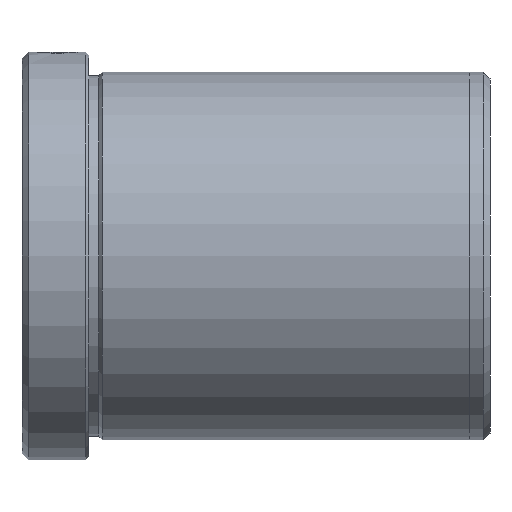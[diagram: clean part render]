
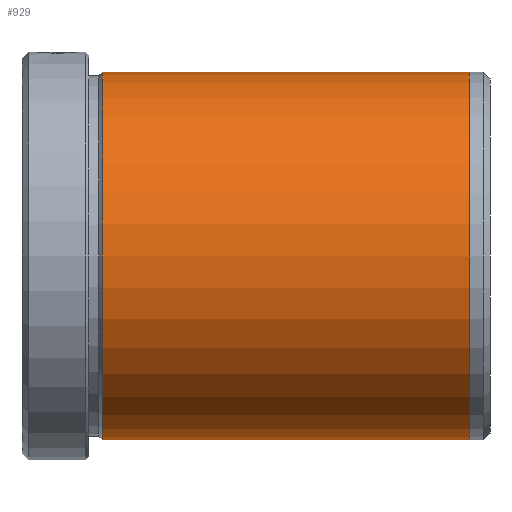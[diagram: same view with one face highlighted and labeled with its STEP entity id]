
A CAD part, left-side view. The second image highlights one B-rep face of the part: STEP entity #929.
In plain terms, the highlighted cylindrical face has radius 27.5 mm (diameter 55 mm), a partial arc.
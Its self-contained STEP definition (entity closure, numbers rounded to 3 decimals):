
#66 = CARTESIAN_POINT ( 'NONE',  ( 0., 0., -27.5 ) ) ;
#71 = CARTESIAN_POINT ( 'NONE',  ( 0., -67., 27.5 ) ) ;
#92 = CARTESIAN_POINT ( 'NONE',  ( 0., -12., 0. ) ) ;
#192 = ORIENTED_EDGE ( 'NONE', *, *, #1550, .T. ) ;
#225 = DIRECTION ( 'NONE',  ( 0., 0., 1. ) ) ;
#325 = VERTEX_POINT ( 'NONE', #1610 ) ;
#482 = DIRECTION ( 'NONE',  ( 0., -1., 0. ) ) ;
#498 = VERTEX_POINT ( 'NONE', #71 ) ;
#499 = VERTEX_POINT ( 'NONE', #871 ) ;
#582 = EDGE_CURVE ( 'NONE', #498, #499, #935, .T. ) ;
#674 = VERTEX_POINT ( 'NONE', #1080 ) ;
#791 = LINE ( 'NONE', #1106, #1118 ) ;
#871 = CARTESIAN_POINT ( 'NONE',  ( 0., -67., -27.5 ) ) ;
#891 = EDGE_CURVE ( 'NONE', #499, #674, #1298, .T. ) ;
#922 = VECTOR ( 'NONE', #1589, 1000. ) ;
#929 = ADVANCED_FACE ( 'NONE', ( #1382 ), #1247, .T. ) ;
#935 = CIRCLE ( 'NONE', #1249, 27.5 ) ;
#1031 = DIRECTION ( 'NONE',  ( 0., 1., 0. ) ) ;
#1080 = CARTESIAN_POINT ( 'NONE',  ( 0., -12., -27.5 ) ) ;
#1106 = CARTESIAN_POINT ( 'NONE',  ( 0., 0., 27.5 ) ) ;
#1118 = VECTOR ( 'NONE', #1241, 1000. ) ;
#1178 = CIRCLE ( 'NONE', #1603, 27.5 ) ;
#1189 = DIRECTION ( 'NONE',  ( 0., 1., 0. ) ) ;
#1211 = AXIS2_PLACEMENT_3D ( 'NONE', #1728, #1189, #1612 ) ;
#1241 = DIRECTION ( 'NONE',  ( 0., 1., 0. ) ) ;
#1247 = CYLINDRICAL_SURFACE ( 'NONE', #1211, 27.5 ) ;
#1249 = AXIS2_PLACEMENT_3D ( 'NONE', #1300, #482, #1440 ) ;
#1266 = ORIENTED_EDGE ( 'NONE', *, *, #582, .F. ) ;
#1298 = LINE ( 'NONE', #66, #922 ) ;
#1300 = CARTESIAN_POINT ( 'NONE',  ( 0., -67., 0. ) ) ;
#1341 = EDGE_CURVE ( 'NONE', #674, #325, #1178, .T. ) ;
#1382 = FACE_OUTER_BOUND ( 'NONE', #1546, .T. ) ;
#1440 = DIRECTION ( 'NONE',  ( 0., 0., -1. ) ) ;
#1546 = EDGE_LOOP ( 'NONE', ( #1722, #1266, #192, #1563 ) ) ;
#1550 = EDGE_CURVE ( 'NONE', #498, #325, #791, .T. ) ;
#1563 = ORIENTED_EDGE ( 'NONE', *, *, #1341, .F. ) ;
#1589 = DIRECTION ( 'NONE',  ( 0., 1., 0. ) ) ;
#1603 = AXIS2_PLACEMENT_3D ( 'NONE', #92, #1031, #225 ) ;
#1610 = CARTESIAN_POINT ( 'NONE',  ( 0., -12., 27.5 ) ) ;
#1612 = DIRECTION ( 'NONE',  ( 0., 0., 1. ) ) ;
#1722 = ORIENTED_EDGE ( 'NONE', *, *, #891, .F. ) ;
#1728 = CARTESIAN_POINT ( 'NONE',  ( 0., 0., 0. ) ) ;
